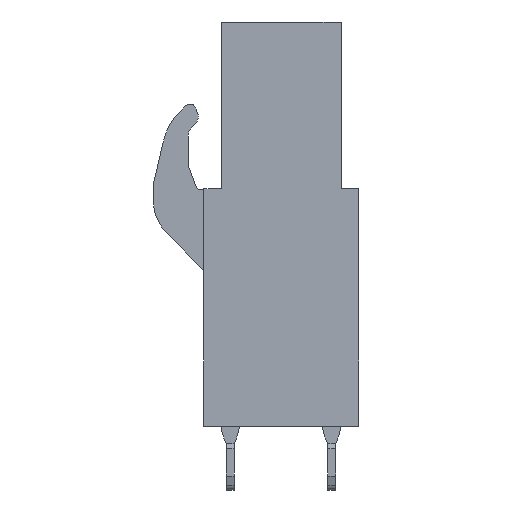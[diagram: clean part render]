
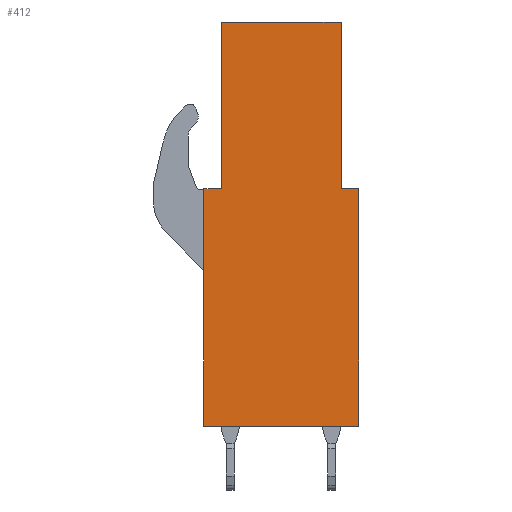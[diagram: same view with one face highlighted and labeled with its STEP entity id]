
A CAD part, left-side view. The second image highlights one B-rep face of the part: STEP entity #412.
In plain terms, the highlighted planar face has unit normal (-1, 0, 0).
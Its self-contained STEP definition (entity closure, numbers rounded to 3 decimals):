
#362=AXIS2_PLACEMENT_3D('Plane Axis2P3D',#359,#360,#361) ;
#36=CARTESIAN_POINT('Line Origine',(0.,3.875,23.45)) ;
#40=CARTESIAN_POINT('Vertex',(0.,0.875,23.45)) ;
#42=CARTESIAN_POINT('Vertex',(0.,6.875,23.45)) ;
#269=CARTESIAN_POINT('Vertex',(0.,7.75,3.2)) ;
#272=CARTESIAN_POINT('Line Origine',(0.,7.75,9.15)) ;
#276=CARTESIAN_POINT('Vertex',(0.,7.75,15.1)) ;
#359=CARTESIAN_POINT('Axis2P3D Location',(0.,0.,0.)) ;
#364=CARTESIAN_POINT('Line Origine',(0.,3.875,3.2)) ;
#368=CARTESIAN_POINT('Vertex',(0.,0.,3.2)) ;
#371=CARTESIAN_POINT('Line Origine',(0.,0.,9.15)) ;
#375=CARTESIAN_POINT('Vertex',(0.,0.,15.1)) ;
#378=CARTESIAN_POINT('Line Origine',(0.,0.438,15.1)) ;
#382=CARTESIAN_POINT('Vertex',(0.,0.875,15.1)) ;
#385=CARTESIAN_POINT('Line Origine',(0.,0.875,19.275)) ;
#390=CARTESIAN_POINT('Line Origine',(0.,6.875,19.275)) ;
#394=CARTESIAN_POINT('Vertex',(0.,6.875,15.1)) ;
#397=CARTESIAN_POINT('Line Origine',(0.,7.313,15.1)) ;
#37=DIRECTION('Vector Direction',(0.,1.,0.)) ;
#273=DIRECTION('Vector Direction',(0.,0.,1.)) ;
#360=DIRECTION('Axis2P3D Direction',(1.,0.,0.)) ;
#361=DIRECTION('Axis2P3D XDirection',(0.,1.,0.)) ;
#365=DIRECTION('Vector Direction',(0.,1.,0.)) ;
#372=DIRECTION('Vector Direction',(0.,0.,1.)) ;
#379=DIRECTION('Vector Direction',(0.,1.,0.)) ;
#386=DIRECTION('Vector Direction',(0.,0.,1.)) ;
#391=DIRECTION('Vector Direction',(0.,0.,1.)) ;
#398=DIRECTION('Vector Direction',(0.,-1.,0.)) ;
#38=VECTOR('Line Direction',#37,1.) ;
#274=VECTOR('Line Direction',#273,1.) ;
#366=VECTOR('Line Direction',#365,1.) ;
#373=VECTOR('Line Direction',#372,1.) ;
#380=VECTOR('Line Direction',#379,1.) ;
#387=VECTOR('Line Direction',#386,1.) ;
#392=VECTOR('Line Direction',#391,1.) ;
#399=VECTOR('Line Direction',#398,1.) ;
#403=ORIENTED_EDGE('',*,*,#278,.F.) ;
#404=ORIENTED_EDGE('',*,*,#370,.F.) ;
#405=ORIENTED_EDGE('',*,*,#377,.T.) ;
#406=ORIENTED_EDGE('',*,*,#384,.F.) ;
#407=ORIENTED_EDGE('',*,*,#389,.F.) ;
#408=ORIENTED_EDGE('',*,*,#44,.T.) ;
#409=ORIENTED_EDGE('',*,*,#396,.F.) ;
#410=ORIENTED_EDGE('',*,*,#401,.F.) ;
#412=ADVANCED_FACE('BLL 5.08/10/180 3.2 SN OR 1630790000',(#411),#363,.F.) ;
#44=EDGE_CURVE('',#41,#43,#39,.T.) ;
#278=EDGE_CURVE('',#270,#277,#275,.T.) ;
#370=EDGE_CURVE('',#369,#270,#367,.T.) ;
#377=EDGE_CURVE('',#369,#376,#374,.T.) ;
#384=EDGE_CURVE('',#383,#376,#381,.F.) ;
#389=EDGE_CURVE('',#41,#383,#388,.F.) ;
#396=EDGE_CURVE('',#395,#43,#393,.T.) ;
#401=EDGE_CURVE('',#277,#395,#400,.T.) ;
#402=EDGE_LOOP('',(#403,#404,#405,#406,#407,#408,#409,#410)) ;
#411=FACE_OUTER_BOUND('',#402,.T.) ;
#39=LINE('Line',#36,#38) ;
#275=LINE('Line',#272,#274) ;
#367=LINE('Line',#364,#366) ;
#374=LINE('Line',#371,#373) ;
#381=LINE('Line',#378,#380) ;
#388=LINE('Line',#385,#387) ;
#393=LINE('Line',#390,#392) ;
#400=LINE('Line',#397,#399) ;
#363=PLANE('',#362) ;
#41=VERTEX_POINT('',#40) ;
#43=VERTEX_POINT('',#42) ;
#270=VERTEX_POINT('',#269) ;
#277=VERTEX_POINT('',#276) ;
#369=VERTEX_POINT('',#368) ;
#376=VERTEX_POINT('',#375) ;
#383=VERTEX_POINT('',#382) ;
#395=VERTEX_POINT('',#394) ;
